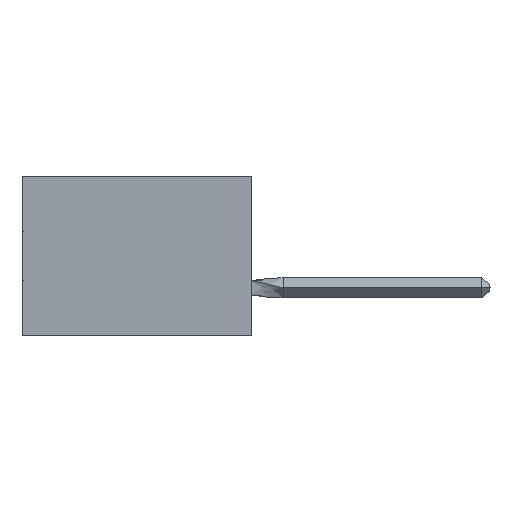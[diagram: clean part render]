
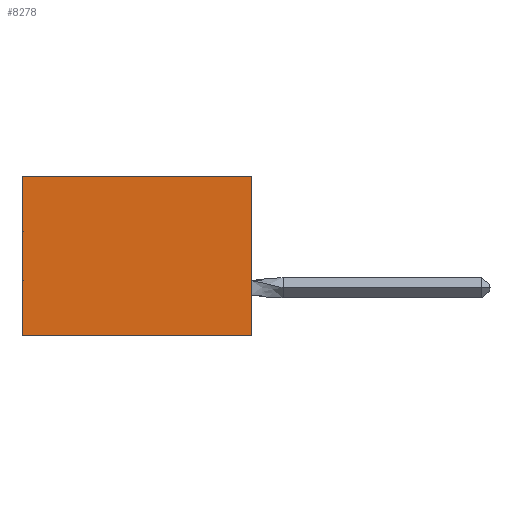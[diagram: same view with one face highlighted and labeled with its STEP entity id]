
A CAD part, left-side view. The second image highlights one B-rep face of the part: STEP entity #8278.
In plain terms, the highlighted planar face has unit normal (-1, 0, 0).
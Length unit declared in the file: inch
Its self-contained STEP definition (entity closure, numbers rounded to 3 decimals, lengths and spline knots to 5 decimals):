
#1200 = VERTEX_POINT ( 'NONE', #23717 ) ;
#1444 = CARTESIAN_POINT ( 'NONE',  ( 0.305, 0., -0.5 ) ) ;
#1812 = VERTEX_POINT ( 'NONE', #5842 ) ;
#1868 = ORIENTED_EDGE ( 'NONE', *, *, #7696, .F. ) ;
#4510 = CARTESIAN_POINT ( 'NONE',  ( 0.305, 0., -0.5 ) ) ;
#5842 = CARTESIAN_POINT ( 'NONE',  ( 0.305, 0., -0.5 ) ) ;
#7696 = EDGE_CURVE ( 'NONE', #52482, #1812, #15512, .T. ) ;
#8278 = ADVANCED_FACE ( 'NONE', ( #49934 ), #13022, .F. ) ;
#9161 = EDGE_LOOP ( 'NONE', ( #38182, #21083, #1868, #42188 ) ) ;
#12096 = EDGE_CURVE ( 'NONE', #1200, #40786, #26383, .T. ) ;
#12835 = DIRECTION ( 'NONE',  ( 0., 0., -1. ) ) ;
#13022 = PLANE ( 'NONE',  #38176 ) ;
#15512 = LINE ( 'NONE', #1444, #23765 ) ;
#16642 = CARTESIAN_POINT ( 'NONE',  ( 0.305, 0.72, -0.5 ) ) ;
#18669 = DIRECTION ( 'NONE',  ( 0., 0., -1. ) ) ;
#19458 = LINE ( 'NONE', #27550, #27748 ) ;
#21083 = ORIENTED_EDGE ( 'NONE', *, *, #33600, .F. ) ;
#23717 = CARTESIAN_POINT ( 'NONE',  ( 0.305, 0.72, 0. ) ) ;
#23765 = VECTOR ( 'NONE', #18669, 39.37008 ) ;
#25285 = CARTESIAN_POINT ( 'NONE',  ( 0.305, 0., 0. ) ) ;
#26383 = LINE ( 'NONE', #16642, #27636 ) ;
#27550 = CARTESIAN_POINT ( 'NONE',  ( 0.305, 0., -0.5 ) ) ;
#27636 = VECTOR ( 'NONE', #44962, 39.37008 ) ;
#27748 = VECTOR ( 'NONE', #31862, 39.37008 ) ;
#28729 = DIRECTION ( 'NONE',  ( 1., 0., 0. ) ) ;
#29290 = VECTOR ( 'NONE', #49732, 39.37008 ) ;
#30574 = LINE ( 'NONE', #25285, #29290 ) ;
#31862 = DIRECTION ( 'NONE',  ( 0., 1., 0. ) ) ;
#33600 = EDGE_CURVE ( 'NONE', #1812, #40786, #19458, .T. ) ;
#34848 = EDGE_CURVE ( 'NONE', #52482, #1200, #30574, .T. ) ;
#38176 = AXIS2_PLACEMENT_3D ( 'NONE', #4510, #28729, #12835 ) ;
#38182 = ORIENTED_EDGE ( 'NONE', *, *, #12096, .T. ) ;
#40786 = VERTEX_POINT ( 'NONE', #43051 ) ;
#42188 = ORIENTED_EDGE ( 'NONE', *, *, #34848, .T. ) ;
#43051 = CARTESIAN_POINT ( 'NONE',  ( 0.305, 0.72, -0.5 ) ) ;
#44962 = DIRECTION ( 'NONE',  ( 0., 0., -1. ) ) ;
#49732 = DIRECTION ( 'NONE',  ( 0., 1., 0. ) ) ;
#49934 = FACE_OUTER_BOUND ( 'NONE', #9161, .T. ) ;
#50219 = CARTESIAN_POINT ( 'NONE',  ( 0.305, 0., 0. ) ) ;
#52482 = VERTEX_POINT ( 'NONE', #50219 ) ;
